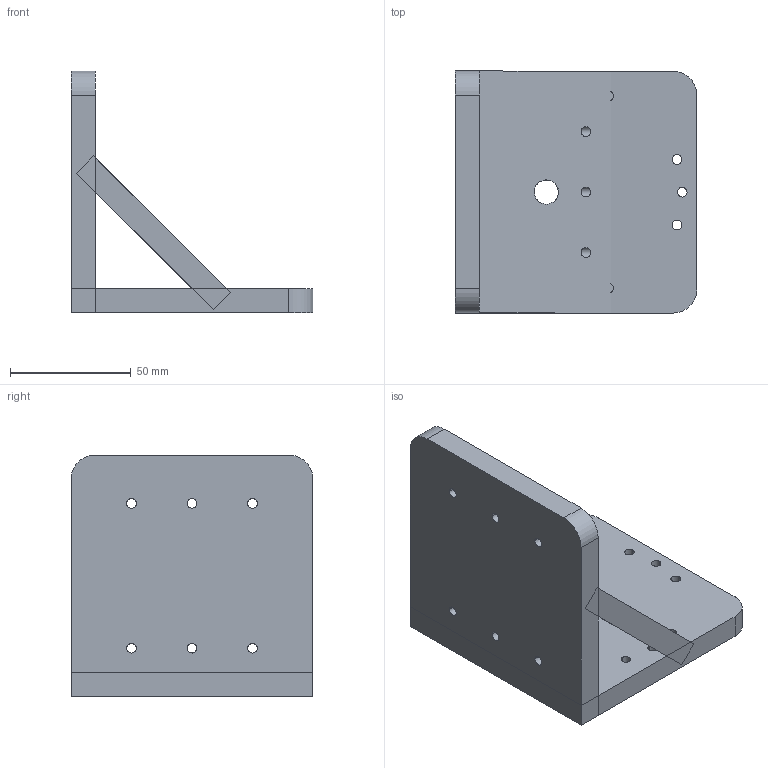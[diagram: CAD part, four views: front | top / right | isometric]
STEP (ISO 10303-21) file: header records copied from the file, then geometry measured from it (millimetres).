
FILE_DESCRIPTION(/* description */ (''),/* implementation_level */ '2;1');
FILE_NAME(/* name */ 'part5-mirror-base',/* time_stamp */ '2024-11-03T15:46:18Z',/* author */ (''),/* organization */ (''),/* preprocessor_version */ 'ST-DEVELOPER v19.2',/* originating_system */ 'Rhino 8.12',/* authorisation */ '');
FILE_SCHEMA (('CONFIG_CONTROL_DESIGN'));
Length unit declared in the file: centimetre
Products named in the file (1): Document
Bounding box: 100 x 100 x 100 mm (x, y, z)
Volume: 78389.4 mm3; surface area: 69845 mm2
Topology: 1 solids, 7 shells, 68 faces, 211 edges, 152 vertices
Faces by surface type: cylinder 50, plane 18
Entity records: 2894 total; most frequent: CARTESIAN_POINT 981, ORIENTED_EDGE 378, DIRECTION 266, EDGE_CURVE 205, AXIS2_PLACEMENT_3D 167, VERTEX_POINT 142, EDGE_LOOP 113, B_SPLINE_CURVE_WITH_KNOTS 100
